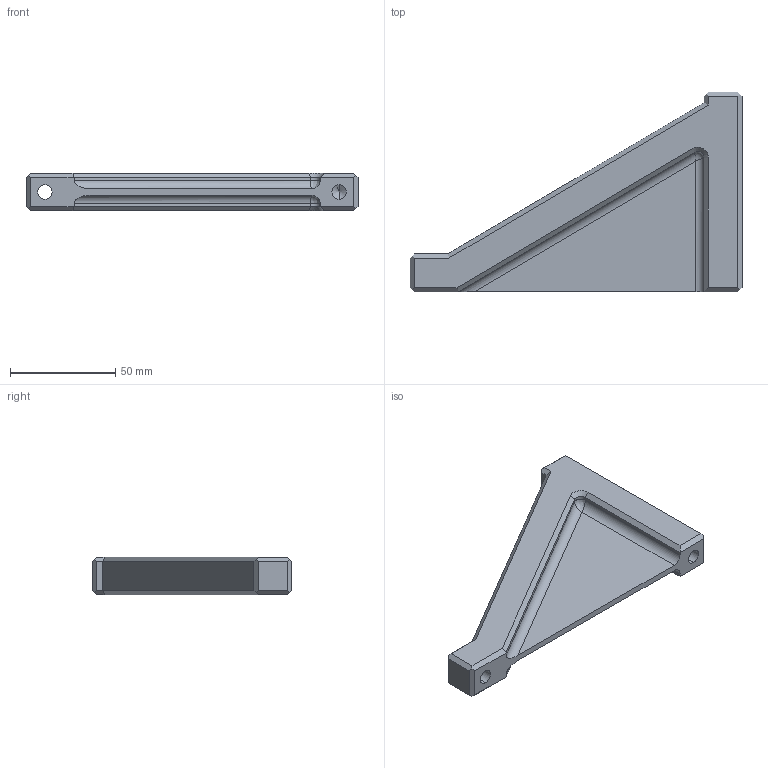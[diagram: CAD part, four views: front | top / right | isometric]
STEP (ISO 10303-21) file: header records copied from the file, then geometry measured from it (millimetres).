
FILE_DESCRIPTION (( 'STEP AP203' ), '1' );
FILE_NAME ('Triangle 18mm.STEP', '2023-01-19T16:53:40', ( '' ), ( '' ), 'SwSTEP 2.0', 'SolidWorks 2021', '' );
FILE_SCHEMA (( 'CONFIG_CONTROL_DESIGN' ));
Length unit declared in the file: millimetre
Products named in the file (1): Triangle 18mm
Bounding box: 158 x 95 x 18 mm (x, y, z)
Volume: 90179 mm3; surface area: 26386.5 mm2
Topology: 1 solids, 1 shells, 60 faces, 154 edges, 92 vertices
Faces by surface type: plane 40, cylinder 12, cone 6, bspline 2
Entity records: 1935 total; most frequent: CARTESIAN_POINT 449, ORIENTED_EDGE 296, DIRECTION 280, EDGE_CURVE 148, VECTOR 122, LINE 122, VERTEX_POINT 92, AXIS2_PLACEMENT_3D 79
